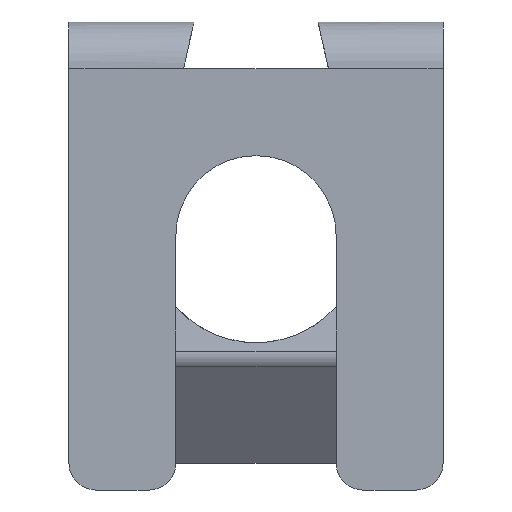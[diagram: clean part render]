
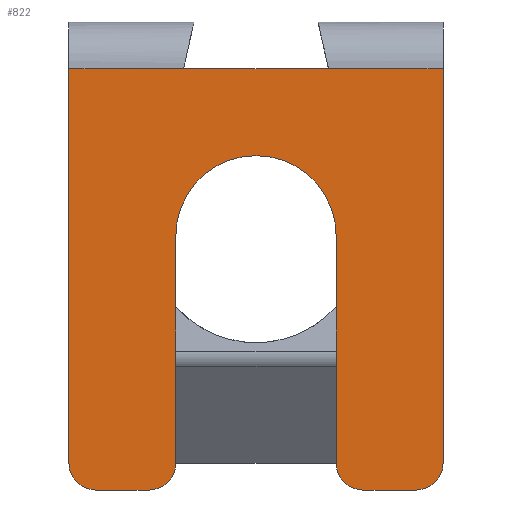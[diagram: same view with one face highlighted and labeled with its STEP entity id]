
A CAD part, front view. The second image highlights one B-rep face of the part: STEP entity #822.
In plain terms, the highlighted planar face has unit normal (0, -1, 0).
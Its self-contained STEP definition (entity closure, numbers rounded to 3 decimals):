
#8 = EDGE_CURVE ( 'NONE', #825, #112, #302, .T. ) ;
#12 = VERTEX_POINT ( 'NONE', #385 ) ;
#26 = CARTESIAN_POINT ( 'NONE',  ( -3., 0., 1. ) ) ;
#28 = VERTEX_POINT ( 'NONE', #730 ) ;
#29 = FACE_OUTER_BOUND ( 'NONE', #437, .T. ) ;
#43 = AXIS2_PLACEMENT_3D ( 'NONE', #199, #516, #837 ) ;
#52 = CARTESIAN_POINT ( 'NONE',  ( 6., 0., 0. ) ) ;
#55 = ORIENTED_EDGE ( 'NONE', *, *, #272, .T. ) ;
#64 = ORIENTED_EDGE ( 'NONE', *, *, #8, .T. ) ;
#71 = LINE ( 'NONE', #826, #914 ) ;
#106 = ORIENTED_EDGE ( 'NONE', *, *, #501, .T. ) ;
#108 = EDGE_CURVE ( 'NONE', #913, #624, #71, .T. ) ;
#112 = VERTEX_POINT ( 'NONE', #329 ) ;
#138 = CARTESIAN_POINT ( 'NONE',  ( 2.712, 0., 15.761 ) ) ;
#143 = CARTESIAN_POINT ( 'NONE',  ( 7., 0., 15.761 ) ) ;
#170 = LINE ( 'NONE', #399, #676 ) ;
#178 = VECTOR ( 'NONE', #703, 1000. ) ;
#179 = CARTESIAN_POINT ( 'NONE',  ( 7., 0., 1. ) ) ;
#180 = CARTESIAN_POINT ( 'NONE',  ( -3., 0., 9.511 ) ) ;
#182 = AXIS2_PLACEMENT_3D ( 'NONE', #708, #1034, #311 ) ;
#199 = CARTESIAN_POINT ( 'NONE',  ( 6., 0., 1. ) ) ;
#200 = VERTEX_POINT ( 'NONE', #179 ) ;
#212 = VECTOR ( 'NONE', #543, 1000. ) ;
#213 = ORIENTED_EDGE ( 'NONE', *, *, #540, .T. ) ;
#214 = ORIENTED_EDGE ( 'NONE', *, *, #1017, .T. ) ;
#216 = EDGE_CURVE ( 'NONE', #220, #443, #170, .T. ) ;
#220 = VERTEX_POINT ( 'NONE', #643 ) ;
#222 = DIRECTION ( 'NONE',  ( 0., 0., -1. ) ) ;
#250 = EDGE_CURVE ( 'NONE', #273, #12, #433, .T. ) ;
#261 = AXIS2_PLACEMENT_3D ( 'NONE', #469, #488, #884 ) ;
#272 = EDGE_CURVE ( 'NONE', #532, #913, #710, .T. ) ;
#273 = VERTEX_POINT ( 'NONE', #807 ) ;
#277 = VECTOR ( 'NONE', #788, 1000. ) ;
#296 = AXIS2_PLACEMENT_3D ( 'NONE', #770, #531, #427 ) ;
#302 = LINE ( 'NONE', #619, #277 ) ;
#308 = VECTOR ( 'NONE', #1027, 1000. ) ;
#309 = DIRECTION ( 'NONE',  ( 0., -1., 0. ) ) ;
#311 = DIRECTION ( 'NONE',  ( 0., 0., 1. ) ) ;
#320 = CARTESIAN_POINT ( 'NONE',  ( 7., 0., 0. ) ) ;
#329 = CARTESIAN_POINT ( 'NONE',  ( -7., 0., 1. ) ) ;
#371 = ORIENTED_EDGE ( 'NONE', *, *, #530, .T. ) ;
#377 = EDGE_CURVE ( 'NONE', #476, #12, #737, .T. ) ;
#380 = VECTOR ( 'NONE', #222, 1000. ) ;
#385 = CARTESIAN_POINT ( 'NONE',  ( 4., 0., 0. ) ) ;
#386 = LINE ( 'NONE', #1024, #212 ) ;
#390 = LINE ( 'NONE', #138, #178 ) ;
#399 = CARTESIAN_POINT ( 'NONE',  ( 7., 0., 15.761 ) ) ;
#415 = DIRECTION ( 'NONE',  ( 0., 0., 1. ) ) ;
#427 = DIRECTION ( 'NONE',  ( 0., 0., 1. ) ) ;
#433 = CIRCLE ( 'NONE', #578, 1. ) ;
#437 = EDGE_LOOP ( 'NONE', ( #565, #214, #714, #910, #371, #213, #64, #106, #927, #55, #912, #753, #776, #799 ) ) ;
#443 = VERTEX_POINT ( 'NONE', #962 ) ;
#444 = CARTESIAN_POINT ( 'NONE',  ( -7., 0., 15.761 ) ) ;
#445 = EDGE_CURVE ( 'NONE', #472, #273, #386, .T. ) ;
#450 = CIRCLE ( 'NONE', #43, 1. ) ;
#453 = VECTOR ( 'NONE', #638, 1000. ) ;
#455 = LINE ( 'NONE', #143, #308 ) ;
#469 = CARTESIAN_POINT ( 'NONE',  ( -4., 0., 1. ) ) ;
#472 = VERTEX_POINT ( 'NONE', #547 ) ;
#476 = VERTEX_POINT ( 'NONE', #52 ) ;
#477 = CARTESIAN_POINT ( 'NONE',  ( 4., 0., 1. ) ) ;
#488 = DIRECTION ( 'NONE',  ( 0., -1., 0. ) ) ;
#501 = EDGE_CURVE ( 'NONE', #112, #28, #943, .T. ) ;
#516 = DIRECTION ( 'NONE',  ( 0., -1., 0. ) ) ;
#530 = EDGE_CURVE ( 'NONE', #443, #663, #390, .T. ) ;
#531 = DIRECTION ( 'NONE',  ( 0., 1., 0. ) ) ;
#532 = VERTEX_POINT ( 'NONE', #1038 ) ;
#540 = EDGE_CURVE ( 'NONE', #663, #825, #455, .T. ) ;
#541 = CIRCLE ( 'NONE', #182, 3. ) ;
#543 = DIRECTION ( 'NONE',  ( 0., 0., -1. ) ) ;
#547 = CARTESIAN_POINT ( 'NONE',  ( 3., 0., 9.511 ) ) ;
#565 = ORIENTED_EDGE ( 'NONE', *, *, #377, .F. ) ;
#573 = DIRECTION ( 'NONE',  ( -1., 0., 0. ) ) ;
#578 = AXIS2_PLACEMENT_3D ( 'NONE', #477, #722, #415 ) ;
#617 = CARTESIAN_POINT ( 'NONE',  ( 7., 0., 0. ) ) ;
#619 = CARTESIAN_POINT ( 'NONE',  ( -7., 0., 0. ) ) ;
#624 = VERTEX_POINT ( 'NONE', #180 ) ;
#636 = LINE ( 'NONE', #617, #380 ) ;
#638 = DIRECTION ( 'NONE',  ( -1., 0., 0. ) ) ;
#643 = CARTESIAN_POINT ( 'NONE',  ( 7., 0., 15.761 ) ) ;
#644 = CARTESIAN_POINT ( 'NONE',  ( -2.712, 0., 15.761 ) ) ;
#650 = EDGE_CURVE ( 'NONE', #532, #28, #668, .T. ) ;
#663 = VERTEX_POINT ( 'NONE', #644 ) ;
#668 = LINE ( 'NONE', #890, #1021 ) ;
#676 = VECTOR ( 'NONE', #988, 1000. ) ;
#698 = DIRECTION ( 'NONE',  ( 0., 0., 1. ) ) ;
#703 = DIRECTION ( 'NONE',  ( -1., 0., 0. ) ) ;
#708 = CARTESIAN_POINT ( 'NONE',  ( 0., 0., 9.511 ) ) ;
#710 = CIRCLE ( 'NONE', #261, 1. ) ;
#714 = ORIENTED_EDGE ( 'NONE', *, *, #865, .F. ) ;
#722 = DIRECTION ( 'NONE',  ( 0., -1., 0. ) ) ;
#730 = CARTESIAN_POINT ( 'NONE',  ( -6., 0., 0. ) ) ;
#737 = LINE ( 'NONE', #320, #453 ) ;
#753 = ORIENTED_EDGE ( 'NONE', *, *, #891, .T. ) ;
#770 = CARTESIAN_POINT ( 'NONE',  ( 7., 0., 0. ) ) ;
#776 = ORIENTED_EDGE ( 'NONE', *, *, #445, .T. ) ;
#788 = DIRECTION ( 'NONE',  ( 0., 0., -1. ) ) ;
#799 = ORIENTED_EDGE ( 'NONE', *, *, #250, .T. ) ;
#807 = CARTESIAN_POINT ( 'NONE',  ( 3., 0., 1. ) ) ;
#816 = DIRECTION ( 'NONE',  ( 0., 0., 1. ) ) ;
#822 = ADVANCED_FACE ( 'NONE', ( #29 ), #925, .F. ) ;
#825 = VERTEX_POINT ( 'NONE', #444 ) ;
#826 = CARTESIAN_POINT ( 'NONE',  ( -3., 0., 0. ) ) ;
#833 = AXIS2_PLACEMENT_3D ( 'NONE', #875, #309, #698 ) ;
#837 = DIRECTION ( 'NONE',  ( 0., 0., 1. ) ) ;
#865 = EDGE_CURVE ( 'NONE', #220, #200, #636, .T. ) ;
#875 = CARTESIAN_POINT ( 'NONE',  ( -6., 0., 1. ) ) ;
#884 = DIRECTION ( 'NONE',  ( 0., 0., 1. ) ) ;
#890 = CARTESIAN_POINT ( 'NONE',  ( 7., 0., 0. ) ) ;
#891 = EDGE_CURVE ( 'NONE', #624, #472, #541, .T. ) ;
#910 = ORIENTED_EDGE ( 'NONE', *, *, #216, .T. ) ;
#912 = ORIENTED_EDGE ( 'NONE', *, *, #108, .T. ) ;
#913 = VERTEX_POINT ( 'NONE', #26 ) ;
#914 = VECTOR ( 'NONE', #816, 1000. ) ;
#925 = PLANE ( 'NONE',  #296 ) ;
#927 = ORIENTED_EDGE ( 'NONE', *, *, #650, .F. ) ;
#943 = CIRCLE ( 'NONE', #833, 1. ) ;
#962 = CARTESIAN_POINT ( 'NONE',  ( 2.712, 0., 15.761 ) ) ;
#988 = DIRECTION ( 'NONE',  ( -1., 0., 0. ) ) ;
#1017 = EDGE_CURVE ( 'NONE', #476, #200, #450, .T. ) ;
#1021 = VECTOR ( 'NONE', #573, 1000. ) ;
#1024 = CARTESIAN_POINT ( 'NONE',  ( 3., 0., 0. ) ) ;
#1027 = DIRECTION ( 'NONE',  ( -1., 0., 0. ) ) ;
#1034 = DIRECTION ( 'NONE',  ( 0., 1., 0. ) ) ;
#1038 = CARTESIAN_POINT ( 'NONE',  ( -4., 0., 0. ) ) ;
